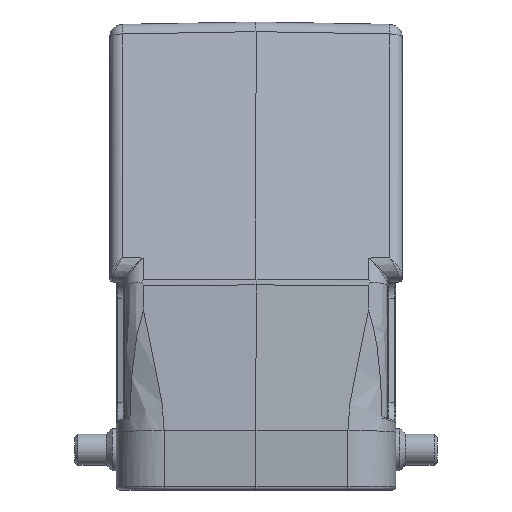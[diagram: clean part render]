
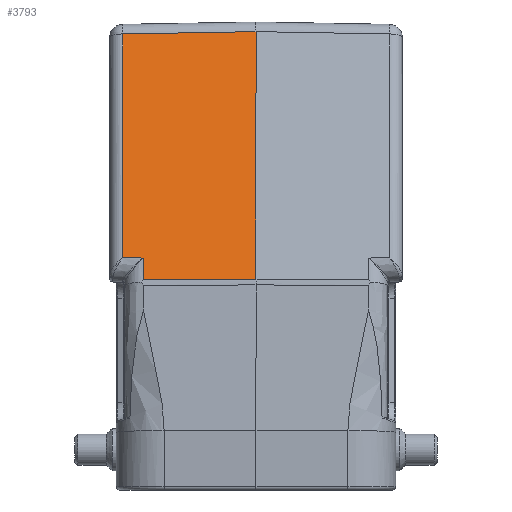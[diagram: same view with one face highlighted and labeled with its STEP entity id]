
A CAD part, left-side view. The second image highlights one B-rep face of the part: STEP entity #3793.
In plain terms, the highlighted planar face has unit normal (-0.966, 0.018, 0.259).
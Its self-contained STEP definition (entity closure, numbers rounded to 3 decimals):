
#3114=FACE_OUTER_BOUND('',#4558,.T.);
#3793=ADVANCED_FACE('',(#3114),#4243,.T.);
#4243=PLANE('',#10866);
#4558=EDGE_LOOP('',(#5683,#5684,#5685,#5686,#5687,#5688));
#5683=ORIENTED_EDGE('',*,*,#8472,.F.);
#5684=ORIENTED_EDGE('',*,*,#8473,.T.);
#5685=ORIENTED_EDGE('',*,*,#8420,.T.);
#5686=ORIENTED_EDGE('',*,*,#8474,.F.);
#5687=ORIENTED_EDGE('',*,*,#8475,.T.);
#5688=ORIENTED_EDGE('',*,*,#8251,.T.);
#7566=VERTEX_POINT('',#14000);
#7567=VERTEX_POINT('',#14002);
#7725=VERTEX_POINT('',#14585);
#7727=VERTEX_POINT('',#14595);
#7770=VERTEX_POINT('',#14775);
#7771=VERTEX_POINT('',#14778);
#8251=EDGE_CURVE('',#7567,#7566,#9266,.T.);
#8420=EDGE_CURVE('',#7725,#7727,#9368,.T.);
#8472=EDGE_CURVE('',#7770,#7566,#9399,.T.);
#8473=EDGE_CURVE('',#7770,#7725,#9400,.T.);
#8474=EDGE_CURVE('',#7771,#7727,#9401,.T.);
#8475=EDGE_CURVE('',#7771,#7567,#9402,.T.);
#9266=LINE('',#14001,#9783);
#9368=LINE('',#14596,#9885);
#9399=LINE('',#14774,#9916);
#9400=LINE('',#14776,#9917);
#9401=LINE('',#14777,#9918);
#9402=LINE('',#14779,#9919);
#9783=VECTOR('',#11673,1.);
#9885=VECTOR('',#11887,1.);
#9916=VECTOR('',#11960,1.);
#9917=VECTOR('',#11961,1.);
#9918=VECTOR('',#11962,1.);
#9919=VECTOR('',#11963,1.);
#10866=AXIS2_PLACEMENT_3D('',#14780,#11964,#11965);
#11673=DIRECTION('',(-0.259,0.,-0.966));
#11887=DIRECTION('',(-0.017,-1.,0.005));
#11960=DIRECTION('',(0.023,1.,0.017));
#11961=DIRECTION('',(-0.259,0.,-0.966));
#11962=DIRECTION('',(-0.259,0.,-0.966));
#11963=DIRECTION('',(0.013,1.,-0.017));
#11964=DIRECTION('',(-0.966,0.017,0.259));
#11965=DIRECTION('',(0.259,0.,0.966));
#14000=CARTESIAN_POINT('',(-33.126,20.535,26.592));
#14001=CARTESIAN_POINT('',(-33.958,20.535,23.488));
#14002=CARTESIAN_POINT('',(-23.904,20.535,61.009));
#14585=CARTESIAN_POINT('',(-34.089,17.302,23.215));
#14595=CARTESIAN_POINT('',(-34.381,0.,23.294));
#14596=CARTESIAN_POINT('',(-34.381,0.,23.294));
#14774=CARTESIAN_POINT('',(-33.595,-0.069,26.233));
#14775=CARTESIAN_POINT('',(-33.2,17.302,26.536));
#14776=CARTESIAN_POINT('',(-34.089,17.302,23.215));
#14777=CARTESIAN_POINT('',(-34.381,0.,23.294));
#14778=CARTESIAN_POINT('',(-24.179,0.,61.368));
#14779=CARTESIAN_POINT('',(-24.172,0.528,61.359));
#14780=CARTESIAN_POINT('',(-34.381,0.,23.294));
